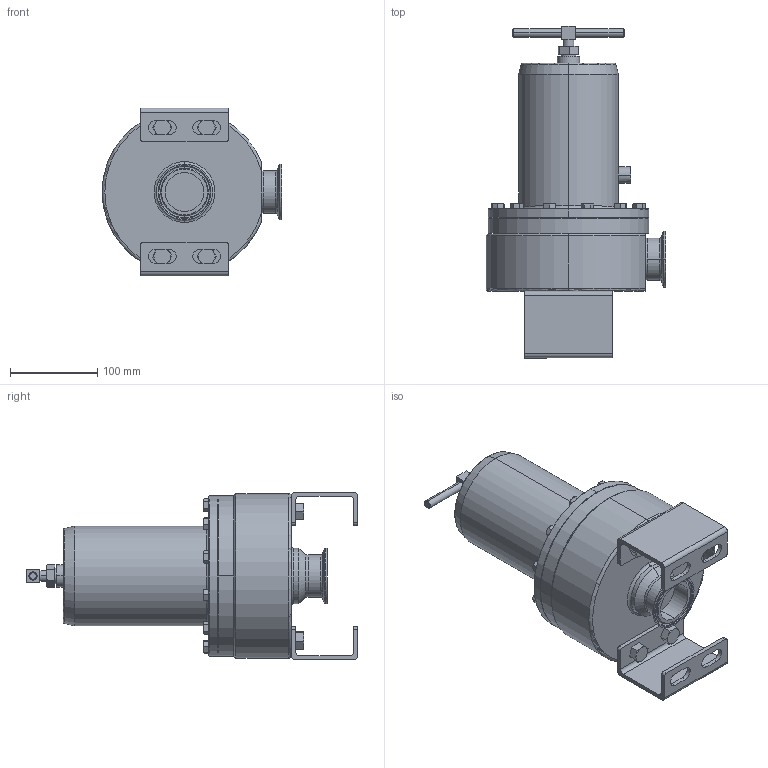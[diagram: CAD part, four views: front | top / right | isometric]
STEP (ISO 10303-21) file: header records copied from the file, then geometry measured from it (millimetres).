
FILE_DESCRIPTION (( 'STEP AP203' ), '1' );
FILE_NAME ('96SAA-40.STEP', '2017-06-07T17:12:18', ( '' ), ( '' ), 'SwSTEP 2.0', 'SolidWorks 2014', '' );
FILE_SCHEMA (( 'CONFIG_CONTROL_DESIGN' ));
Length unit declared in the file: inch
Products named in the file (2): 96SAA-40
Bounding box: 205.64 x 379.48 x 191.73 mm (x, y, z)
Volume: 4512866.8 mm3; surface area: 274988.1 mm2
Topology: 1 solids, 1 shells, 453 faces, 1080 edges, 666 vertices
Faces by surface type: plane 176, cone 131, cylinder 117, torus 29
Entity records: 14157 total; most frequent: CARTESIAN_POINT 3477, DIRECTION 2210, ORIENTED_EDGE 2160, EDGE_CURVE 1080, AXIS2_PLACEMENT_3D 881, VERTEX_POINT 666, EDGE_LOOP 546, FACE_OUTER_BOUND 453
